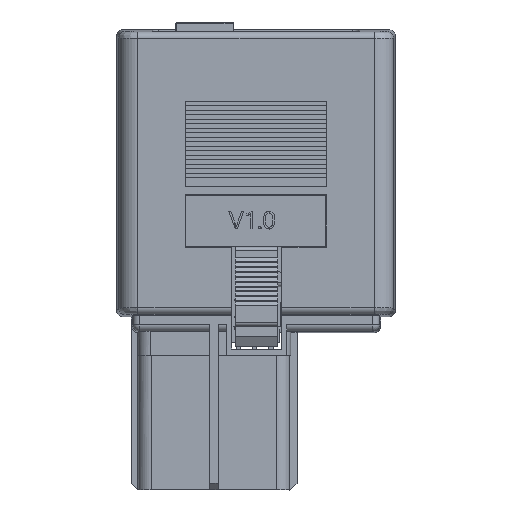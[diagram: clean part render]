
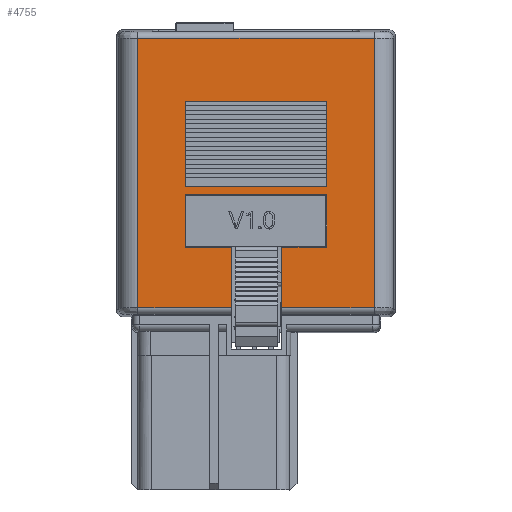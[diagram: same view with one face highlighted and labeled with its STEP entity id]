
A CAD part, top view. The second image highlights one B-rep face of the part: STEP entity #4755.
In plain terms, the highlighted face is planar.
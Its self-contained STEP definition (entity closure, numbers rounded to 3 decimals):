
#506=DIRECTION('',(1.,0.,0.));
#507=VECTOR('',#506,22.);
#508=CARTESIAN_POINT('',(10.705,24.505,-11.6));
#509=LINE('',#508,#507);
#510=DIRECTION('',(0.,-1.,0.));
#511=VECTOR('',#510,13.3);
#512=CARTESIAN_POINT('',(32.705,24.505,-11.6));
#513=LINE('',#512,#511);
#514=DIRECTION('',(-1.,0.,0.));
#515=VECTOR('',#514,22.);
#516=CARTESIAN_POINT('',(32.705,11.205,-11.6));
#517=LINE('',#516,#515);
#518=DIRECTION('',(0.,1.,0.));
#519=VECTOR('',#518,13.3);
#520=CARTESIAN_POINT('',(10.705,11.205,-11.6));
#521=LINE('',#520,#519);
#522=DIRECTION('',(-1.,0.,0.));
#523=VECTOR('',#522,14.408);
#524=CARTESIAN_POINT('',(40.108,43.329,-11.6));
#525=LINE('',#524,#523);
#526=DIRECTION('',(0.,-1.,0.));
#527=VECTOR('',#526,9.425);
#528=CARTESIAN_POINT('',(25.7,43.329,-11.6));
#529=LINE('',#528,#527);
#530=DIRECTION('',(1.,0.,0.));
#531=VECTOR('',#530,7.005);
#532=CARTESIAN_POINT('',(25.7,33.905,-11.6));
#533=LINE('',#532,#531);
#534=DIRECTION('',(0.,-1.,0.));
#535=VECTOR('',#534,8.2);
#536=CARTESIAN_POINT('',(32.705,33.905,-11.6));
#537=LINE('',#536,#535);
#538=DIRECTION('',(-1.,0.,0.));
#539=VECTOR('',#538,22.);
#540=CARTESIAN_POINT('',(32.705,25.705,-11.6));
#541=LINE('',#540,#539);
#542=DIRECTION('',(0.,1.,0.));
#543=VECTOR('',#542,8.2);
#544=CARTESIAN_POINT('',(10.705,25.705,-11.6));
#545=LINE('',#544,#543);
#546=DIRECTION('',(1.,0.,0.));
#547=VECTOR('',#546,7.195);
#548=CARTESIAN_POINT('',(10.705,33.905,-11.6));
#549=LINE('',#548,#547);
#550=DIRECTION('',(0.,-1.,0.));
#551=VECTOR('',#550,9.425);
#552=CARTESIAN_POINT('',(17.9,43.329,-11.6));
#553=LINE('',#552,#551);
#554=DIRECTION('',(-1.,0.,0.));
#555=VECTOR('',#554,14.598);
#556=CARTESIAN_POINT('',(17.9,43.329,-11.6));
#557=LINE('',#556,#555);
#558=DIRECTION('',(-1.,0.,0.));
#559=VECTOR('',#558,36.806);
#560=CARTESIAN_POINT('',(40.108,1.371,-11.6));
#561=LINE('',#560,#559);
#1674=DIRECTION('',(0.,-1.,0.));
#1675=VECTOR('',#1674,41.958);
#1676=CARTESIAN_POINT('',(40.108,43.329,-11.6));
#1677=LINE('',#1676,#1675);
#1790=DIRECTION('',(0.,1.,0.));
#1791=VECTOR('',#1790,41.958);
#1792=CARTESIAN_POINT('',(3.302,1.371,-11.6));
#1793=LINE('',#1792,#1791);
#1794=CARTESIAN_POINT('',(3.302,43.329,-11.6));
#3666=CARTESIAN_POINT('',(10.705,25.705,-11.6));
#3667=CARTESIAN_POINT('',(10.705,33.905,-11.6));
#3668=VERTEX_POINT('',#3666);
#3669=VERTEX_POINT('',#3667);
#3670=CARTESIAN_POINT('',(17.9,33.905,-11.6));
#3671=VERTEX_POINT('',#3670);
#3672=CARTESIAN_POINT('',(25.7,33.905,-11.6));
#3673=CARTESIAN_POINT('',(32.705,33.905,-11.6));
#3674=VERTEX_POINT('',#3672);
#3675=VERTEX_POINT('',#3673);
#3676=CARTESIAN_POINT('',(32.705,25.705,-11.6));
#3677=VERTEX_POINT('',#3676);
#3686=CARTESIAN_POINT('',(10.705,24.505,-11.6));
#3687=CARTESIAN_POINT('',(32.705,24.505,-11.6));
#3688=VERTEX_POINT('',#3686);
#3689=VERTEX_POINT('',#3687);
#3690=CARTESIAN_POINT('',(32.705,11.205,-11.6));
#3691=VERTEX_POINT('',#3690);
#3692=CARTESIAN_POINT('',(10.705,11.205,-11.6));
#3693=VERTEX_POINT('',#3692);
#4208=CARTESIAN_POINT('',(25.7,43.329,-11.6));
#4210=VERTEX_POINT('',#4208);
#4211=CARTESIAN_POINT('',(40.108,43.329,-11.6));
#4212=VERTEX_POINT('',#4211);
#4217=CARTESIAN_POINT('',(40.108,1.371,-11.6));
#4218=CARTESIAN_POINT('',(3.302,1.371,-11.6));
#4219=VERTEX_POINT('',#4217);
#4220=VERTEX_POINT('',#4218);
#4227=CARTESIAN_POINT('',(17.9,43.329,-11.6));
#4228=VERTEX_POINT('',#4227);
#4272=VERTEX_POINT('',#1794);
#4716=CARTESIAN_POINT('',(0.,0.,-11.6));
#4717=DIRECTION('',(0.,0.,1.));
#4718=DIRECTION('',(1.,0.,0.));
#4719=AXIS2_PLACEMENT_3D('',#4716,#4717,#4718);
#4720=PLANE('',#4719);
#4721=ORIENTED_EDGE('',*,*,#4707,.T.);
#4722=ORIENTED_EDGE('',*,*,#4696,.T.);
#4724=ORIENTED_EDGE('',*,*,#4723,.T.);
#4726=ORIENTED_EDGE('',*,*,#4725,.T.);
#4728=ORIENTED_EDGE('',*,*,#4727,.T.);
#4730=ORIENTED_EDGE('',*,*,#4729,.T.);
#4732=ORIENTED_EDGE('',*,*,#4731,.T.);
#4734=ORIENTED_EDGE('',*,*,#4733,.F.);
#4736=ORIENTED_EDGE('',*,*,#4735,.T.);
#4738=ORIENTED_EDGE('',*,*,#4737,.F.);
#4740=ORIENTED_EDGE('',*,*,#4739,.F.);
#4742=ORIENTED_EDGE('',*,*,#4741,.F.);
#4743=EDGE_LOOP('',(#4721,#4722,#4724,#4726,#4728,#4730,#4732,#4734,#4736,#4738,
#4740,#4742));
#4744=FACE_OUTER_BOUND('',#4743,.F.);
#4746=ORIENTED_EDGE('',*,*,#4745,.T.);
#4748=ORIENTED_EDGE('',*,*,#4747,.T.);
#4750=ORIENTED_EDGE('',*,*,#4749,.T.);
#4752=ORIENTED_EDGE('',*,*,#4751,.T.);
#4753=EDGE_LOOP('',(#4746,#4748,#4750,#4752));
#4754=FACE_BOUND('',#4753,.F.);
#4755=ADVANCED_FACE('',(#4744,#4754),#4720,.F.);
#4696=EDGE_CURVE('',#4210,#3674,#529,.T.);
#4707=EDGE_CURVE('',#4212,#4210,#525,.T.);
#4723=EDGE_CURVE('',#3674,#3675,#533,.T.);
#4725=EDGE_CURVE('',#3675,#3677,#537,.T.);
#4727=EDGE_CURVE('',#3677,#3668,#541,.T.);
#4729=EDGE_CURVE('',#3668,#3669,#545,.T.);
#4731=EDGE_CURVE('',#3669,#3671,#549,.T.);
#4733=EDGE_CURVE('',#4228,#3671,#553,.T.);
#4735=EDGE_CURVE('',#4228,#4272,#557,.T.);
#4737=EDGE_CURVE('',#4220,#4272,#1793,.T.);
#4739=EDGE_CURVE('',#4219,#4220,#561,.T.);
#4741=EDGE_CURVE('',#4212,#4219,#1677,.T.);
#4745=EDGE_CURVE('',#3688,#3689,#509,.T.);
#4747=EDGE_CURVE('',#3689,#3691,#513,.T.);
#4749=EDGE_CURVE('',#3691,#3693,#517,.T.);
#4751=EDGE_CURVE('',#3693,#3688,#521,.T.);
